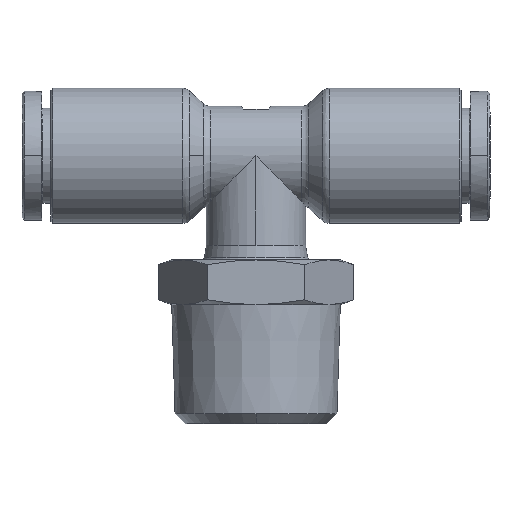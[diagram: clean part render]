
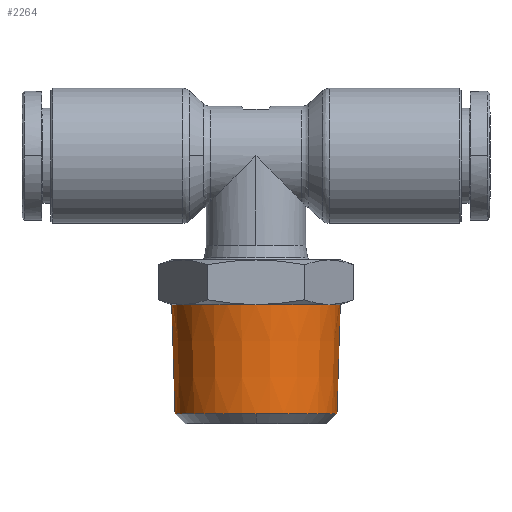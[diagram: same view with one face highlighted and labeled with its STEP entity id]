
A CAD part, front view. The second image highlights one B-rep face of the part: STEP entity #2264.
In plain terms, the highlighted conical face has half-angle 1.754 degrees and reference radius 8.5 mm.
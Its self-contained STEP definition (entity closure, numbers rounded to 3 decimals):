
#117 = VERTEX_POINT ( 'NONE', #10732 ) ;
#270 = EDGE_CURVE ( 'NONE', #22060, #7041, #4271, .T. ) ;
#583 = DIRECTION ( 'NONE',  ( 1., 0., 0. ) ) ;
#834 = AXIS2_PLACEMENT_3D ( 'NONE', #26491, #13081, #1854 ) ;
#1854 = DIRECTION ( 'NONE',  ( 1., 0., 0. ) ) ;
#2264 = ADVANCED_FACE ( 'NONE', ( #8783 ), #23852, .T. ) ;
#2668 = EDGE_CURVE ( 'NONE', #16735, #9877, #11905, .T. ) ;
#3398 = LINE ( 'NONE', #24040, #15761 ) ;
#3464 = AXIS2_PLACEMENT_3D ( 'NONE', #21802, #17107, #10331 ) ;
#4271 = CIRCLE ( 'NONE', #834, 8.163 ) ;
#4367 = CARTESIAN_POINT ( 'NONE',  ( 8.163, 0., -26. ) ) ;
#4670 = DIRECTION ( 'NONE',  ( -0.031, 0., 1. ) ) ;
#4713 = VERTEX_POINT ( 'NONE', #4796 ) ;
#4796 = CARTESIAN_POINT ( 'NONE',  ( -8.163, 0., -26. ) ) ;
#5608 = ORIENTED_EDGE ( 'NONE', *, *, #25971, .T. ) ;
#6017 = AXIS2_PLACEMENT_3D ( 'NONE', #7358, #9337, #9624 ) ;
#6712 = CIRCLE ( 'NONE', #7418, 8.5 ) ;
#7041 = VERTEX_POINT ( 'NONE', #4367 ) ;
#7184 = DIRECTION ( 'NONE',  ( 0., 0., -1. ) ) ;
#7358 = CARTESIAN_POINT ( 'NONE',  ( 0., 0., -26. ) ) ;
#7418 = AXIS2_PLACEMENT_3D ( 'NONE', #20739, #23079, #583 ) ;
#7473 = CARTESIAN_POINT ( 'NONE',  ( 0., 0., -15. ) ) ;
#7900 = AXIS2_PLACEMENT_3D ( 'NONE', #7473, #7184, #16505 ) ;
#8528 = CARTESIAN_POINT ( 'NONE',  ( 0., -8.163, -26. ) ) ;
#8783 = FACE_OUTER_BOUND ( 'NONE', #26446, .T. ) ;
#9333 = CIRCLE ( 'NONE', #6017, 8.163 ) ;
#9337 = DIRECTION ( 'NONE',  ( 0., 0., 1. ) ) ;
#9498 = CARTESIAN_POINT ( 'NONE',  ( 8.5, 0., -15. ) ) ;
#9624 = DIRECTION ( 'NONE',  ( 1., 0., 0. ) ) ;
#9877 = VERTEX_POINT ( 'NONE', #22173 ) ;
#10331 = DIRECTION ( 'NONE',  ( 1., 0., 0. ) ) ;
#10732 = CARTESIAN_POINT ( 'NONE',  ( -8.5, 0., -15. ) ) ;
#11114 = EDGE_CURVE ( 'NONE', #4713, #22060, #9333, .T. ) ;
#11215 = DIRECTION ( 'NONE',  ( 1., 0., 0. ) ) ;
#11905 = CIRCLE ( 'NONE', #14817, 8.5 ) ;
#13081 = DIRECTION ( 'NONE',  ( 0., 0., 1. ) ) ;
#14171 = VERTEX_POINT ( 'NONE', #14553 ) ;
#14553 = CARTESIAN_POINT ( 'NONE',  ( -7.361, -4.25, -15. ) ) ;
#14817 = AXIS2_PLACEMENT_3D ( 'NONE', #17018, #18958, #25916 ) ;
#14920 = ORIENTED_EDGE ( 'NONE', *, *, #11114, .T. ) ;
#15394 = AXIS2_PLACEMENT_3D ( 'NONE', #20066, #26796, #11215 ) ;
#15668 = ORIENTED_EDGE ( 'NONE', *, *, #24824, .T. ) ;
#15717 = CIRCLE ( 'NONE', #15394, 8.5 ) ;
#15761 = VECTOR ( 'NONE', #26201, 1000. ) ;
#16505 = DIRECTION ( 'NONE',  ( 1., 0., 0. ) ) ;
#16735 = VERTEX_POINT ( 'NONE', #9498 ) ;
#16930 = VERTEX_POINT ( 'NONE', #23521 ) ;
#17018 = CARTESIAN_POINT ( 'NONE',  ( 0., 0., -15. ) ) ;
#17107 = DIRECTION ( 'NONE',  ( 0., 0., 1. ) ) ;
#18958 = DIRECTION ( 'NONE',  ( 0., 0., -1. ) ) ;
#19381 = EDGE_CURVE ( 'NONE', #16930, #14171, #25966, .T. ) ;
#20066 = CARTESIAN_POINT ( 'NONE',  ( 0., 0., -15. ) ) ;
#20298 = ORIENTED_EDGE ( 'NONE', *, *, #23792, .F. ) ;
#20393 = VECTOR ( 'NONE', #4670, 1000. ) ;
#20739 = CARTESIAN_POINT ( 'NONE',  ( 0., 0., -15. ) ) ;
#21802 = CARTESIAN_POINT ( 'NONE',  ( 0., 0., -15. ) ) ;
#22060 = VERTEX_POINT ( 'NONE', #8528 ) ;
#22173 = CARTESIAN_POINT ( 'NONE',  ( 7.361, -4.25, -15. ) ) ;
#23024 = ORIENTED_EDGE ( 'NONE', *, *, #23303, .T. ) ;
#23079 = DIRECTION ( 'NONE',  ( 0., 0., -1. ) ) ;
#23303 = EDGE_CURVE ( 'NONE', #9877, #16930, #6712, .T. ) ;
#23521 = CARTESIAN_POINT ( 'NONE',  ( 0., -8.5, -15. ) ) ;
#23792 = EDGE_CURVE ( 'NONE', #4713, #117, #25606, .T. ) ;
#23852 = CONICAL_SURFACE ( 'NONE', #3464, 8.5, 0.031 ) ;
#24040 = CARTESIAN_POINT ( 'NONE',  ( 8.5, 0., -15. ) ) ;
#24602 = CARTESIAN_POINT ( 'NONE',  ( -8.5, 0., -15. ) ) ;
#24824 = EDGE_CURVE ( 'NONE', #7041, #16735, #3398, .T. ) ;
#24962 = ORIENTED_EDGE ( 'NONE', *, *, #19381, .T. ) ;
#25602 = ORIENTED_EDGE ( 'NONE', *, *, #270, .T. ) ;
#25606 = LINE ( 'NONE', #24602, #20393 ) ;
#25916 = DIRECTION ( 'NONE',  ( 1., 0., 0. ) ) ;
#25966 = CIRCLE ( 'NONE', #7900, 8.5 ) ;
#25971 = EDGE_CURVE ( 'NONE', #14171, #117, #15717, .T. ) ;
#26201 = DIRECTION ( 'NONE',  ( 0.031, 0., 1. ) ) ;
#26446 = EDGE_LOOP ( 'NONE', ( #20298, #14920, #25602, #15668, #28193, #23024, #24962, #5608 ) ) ;
#26491 = CARTESIAN_POINT ( 'NONE',  ( 0., 0., -26. ) ) ;
#26796 = DIRECTION ( 'NONE',  ( 0., 0., -1. ) ) ;
#28193 = ORIENTED_EDGE ( 'NONE', *, *, #2668, .T. ) ;
